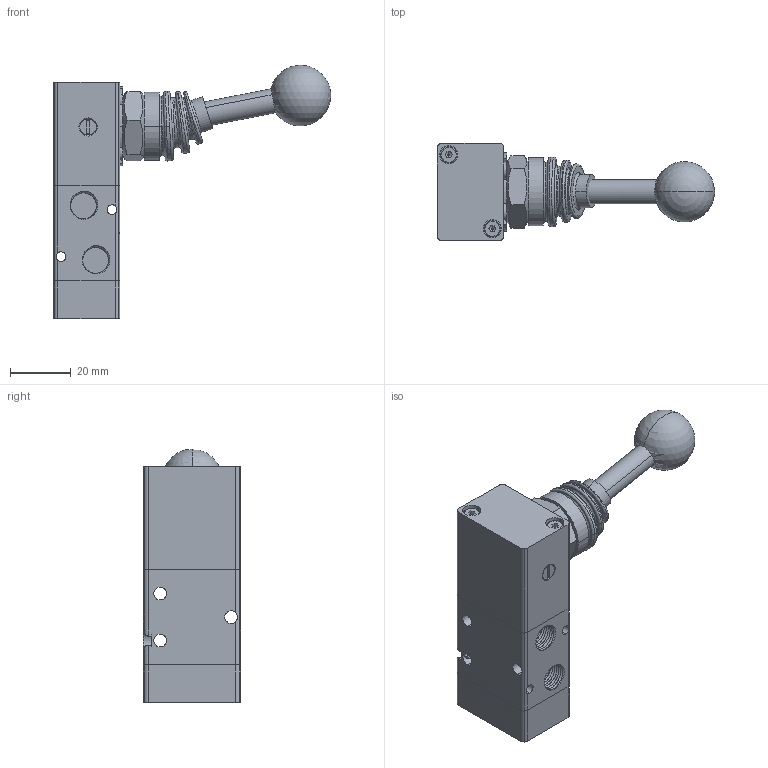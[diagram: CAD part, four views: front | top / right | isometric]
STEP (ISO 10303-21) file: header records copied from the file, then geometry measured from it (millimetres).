
FILE_DESCRIPTION((''),'2;1');
FILE_NAME('00_139_4.stp','2002-12-07T19:06:32',('Branislav Petkovic'),('AZ Pneumatica'),'AutoCAD STEP 2000i','AutoCAD 2000i','Via J. F. Kennedy, 26, 20020 Misinto (MI), ITALY');
FILE_SCHEMA(('CONFIG_CONTROL_DESIGN'));
Length unit declared in the file: millimetre
Products named in the file (12): 00_139_4; 321 TELO; PART1A; X21 OPRUGA; PART2; PART3; GUMA KRIVA; ~~PART1; 521 LL90; PART1; 521 LL90A; PART1AA
Assembly tree (7 placements, depth 3):
  00_139_4
    321 TELO
      PART1A
    X21 OPRUGA
      PART2
    PART3
    GUMA KRIVA
      ~~PART1
  521 LL90
  PART1
  521 LL90A
  PART1AA
Bounding box: 91.56 x 32 x 83.61 mm (x, y, z)
Surface area: 22030.2 mm2 (no closed solid volume)
Topology: 0 solids, 5 shells, 416 faces, 1148 edges, 748 vertices
Faces by surface type: cylinder 182, plane 146, cone 44, bspline 36, torus 6, sphere 2
Entity records: 24266 total; most frequent: CARTESIAN_POINT 13551, ORIENTED_EDGE 2284, DIRECTION 2108, EDGE_CURVE 1142, AXIS2_PLACEMENT_3D 832, VERTEX_POINT 746, EDGE_LOOP 464, VECTOR 444
